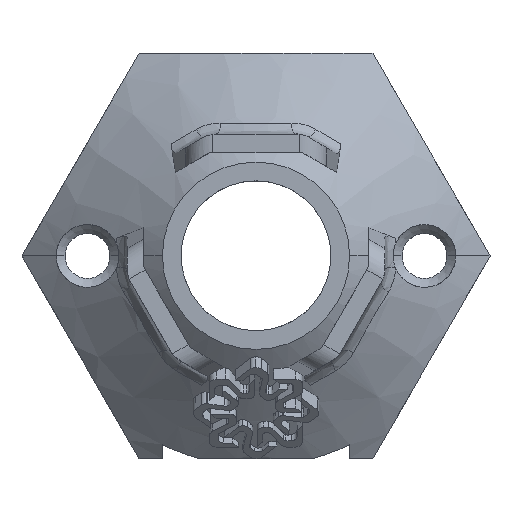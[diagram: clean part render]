
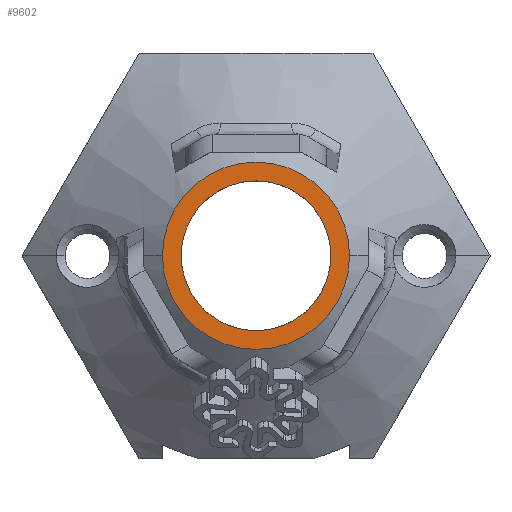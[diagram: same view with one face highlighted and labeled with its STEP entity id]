
A CAD part, top view. The second image highlights one B-rep face of the part: STEP entity #9602.
In plain terms, the highlighted planar face has unit normal (0, 0, 1).
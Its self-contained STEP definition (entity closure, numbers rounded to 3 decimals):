
#34 = CARTESIAN_POINT ( 'NONE',  ( -10., 0., 13. ) ) ;
#137 = ORIENTED_EDGE ( 'NONE', *, *, #4522, .F. ) ;
#490 = CIRCLE ( 'NONE', #5910, 8. ) ;
#556 = DIRECTION ( 'NONE',  ( 1., 0., 0. ) ) ;
#733 = DIRECTION ( 'NONE',  ( 0., 0., 1. ) ) ;
#747 = EDGE_LOOP ( 'NONE', ( #4700, #5854 ) ) ;
#907 = CARTESIAN_POINT ( 'NONE',  ( -8., 0., 13. ) ) ;
#1330 = VERTEX_POINT ( 'NONE', #907 ) ;
#1780 = ORIENTED_EDGE ( 'NONE', *, *, #7394, .F. ) ;
#2099 = CARTESIAN_POINT ( 'NONE',  ( 8., 0., 13. ) ) ;
#2560 = CARTESIAN_POINT ( 'NONE',  ( 0., 0., 13. ) ) ;
#3027 = AXIS2_PLACEMENT_3D ( 'NONE', #4830, #4716, #8180 ) ;
#3146 = CIRCLE ( 'NONE', #3319, 10. ) ;
#3160 = PLANE ( 'NONE',  #5940 ) ;
#3319 = AXIS2_PLACEMENT_3D ( 'NONE', #4912, #8375, #556 ) ;
#3378 = DIRECTION ( 'NONE',  ( 0., 0., 1. ) ) ;
#3603 = VERTEX_POINT ( 'NONE', #2099 ) ;
#4181 = DIRECTION ( 'NONE',  ( 1., 0., 0. ) ) ;
#4433 = DIRECTION ( 'NONE',  ( 0., 0., 1. ) ) ;
#4522 = EDGE_CURVE ( 'NONE', #3603, #1330, #490, .T. ) ;
#4700 = ORIENTED_EDGE ( 'NONE', *, *, #6885, .T. ) ;
#4716 = DIRECTION ( 'NONE',  ( 0., 0., 1. ) ) ;
#4822 = CIRCLE ( 'NONE', #6811, 10. ) ;
#4830 = CARTESIAN_POINT ( 'NONE',  ( 0., 0., 13. ) ) ;
#4912 = CARTESIAN_POINT ( 'NONE',  ( 0., 0., 13. ) ) ;
#5071 = FACE_BOUND ( 'NONE', #7153, .T. ) ;
#5125 = DIRECTION ( 'NONE',  ( 1., 0., 0. ) ) ;
#5814 = FACE_OUTER_BOUND ( 'NONE', #747, .T. ) ;
#5854 = ORIENTED_EDGE ( 'NONE', *, *, #7714, .T. ) ;
#5910 = AXIS2_PLACEMENT_3D ( 'NONE', #2560, #4433, #10594 ) ;
#5940 = AXIS2_PLACEMENT_3D ( 'NONE', #5979, #3378, #5125 ) ;
#5979 = CARTESIAN_POINT ( 'NONE',  ( 0., 0., 13. ) ) ;
#6362 = VERTEX_POINT ( 'NONE', #9652 ) ;
#6811 = AXIS2_PLACEMENT_3D ( 'NONE', #10243, #733, #4181 ) ;
#6885 = EDGE_CURVE ( 'NONE', #9216, #6362, #4822, .T. ) ;
#7153 = EDGE_LOOP ( 'NONE', ( #137, #1780 ) ) ;
#7394 = EDGE_CURVE ( 'NONE', #1330, #3603, #7918, .T. ) ;
#7714 = EDGE_CURVE ( 'NONE', #6362, #9216, #3146, .T. ) ;
#7918 = CIRCLE ( 'NONE', #3027, 8. ) ;
#8180 = DIRECTION ( 'NONE',  ( 1., 0., 0. ) ) ;
#8375 = DIRECTION ( 'NONE',  ( 0., 0., 1. ) ) ;
#9216 = VERTEX_POINT ( 'NONE', #34 ) ;
#9602 = ADVANCED_FACE ( 'NONE', ( #5071, #5814 ), #3160, .T. ) ;
#9652 = CARTESIAN_POINT ( 'NONE',  ( 10., 0., 13. ) ) ;
#10243 = CARTESIAN_POINT ( 'NONE',  ( 0., 0., 13. ) ) ;
#10594 = DIRECTION ( 'NONE',  ( 1., 0., 0. ) ) ;
